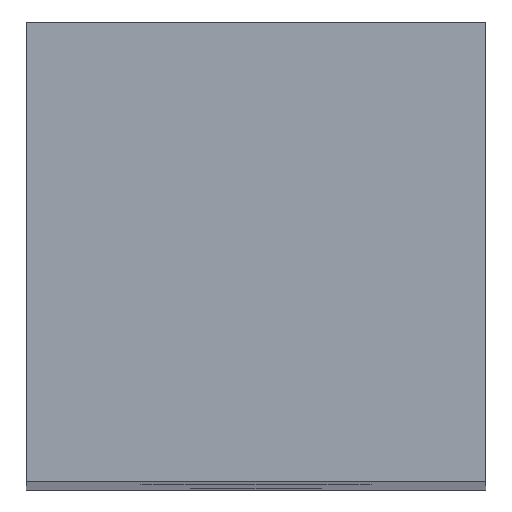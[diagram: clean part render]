
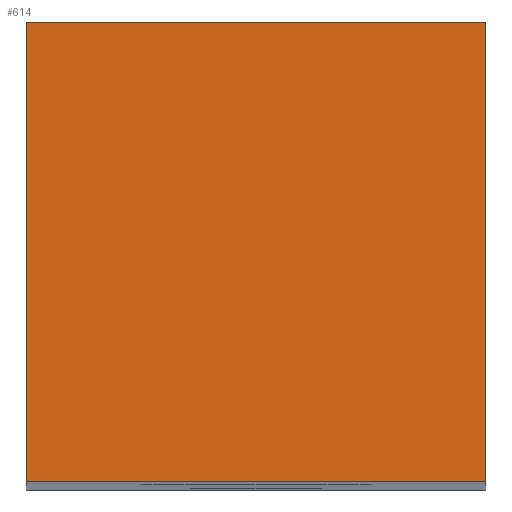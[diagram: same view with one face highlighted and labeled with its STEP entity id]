
A CAD part, top view. The second image highlights one B-rep face of the part: STEP entity #614.
In plain terms, the highlighted planar face has unit normal (0, 0, 1).
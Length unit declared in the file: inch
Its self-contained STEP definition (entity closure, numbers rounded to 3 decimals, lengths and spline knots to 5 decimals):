
#20 = ORIENTED_EDGE ( 'NONE', *, *, #639, .F. ) ;
#31 = EDGE_CURVE ( 'NONE', #397, #624, #692, .T. ) ;
#54 = ORIENTED_EDGE ( 'NONE', *, *, #31, .T. ) ;
#105 = CARTESIAN_POINT ( 'NONE',  ( -0.25, -0.5, 2.8 ) ) ;
#160 = CARTESIAN_POINT ( 'NONE',  ( 0.25, 0., 2.8 ) ) ;
#162 = LINE ( 'NONE', #257, #618 ) ;
#179 = ORIENTED_EDGE ( 'NONE', *, *, #680, .T. ) ;
#197 = VERTEX_POINT ( 'NONE', #160 ) ;
#218 = VECTOR ( 'NONE', #308, 39.37008 ) ;
#245 = CARTESIAN_POINT ( 'NONE',  ( -0.25, -0.5, 2.8 ) ) ;
#254 = FACE_OUTER_BOUND ( 'NONE', #564, .T. ) ;
#257 = CARTESIAN_POINT ( 'NONE',  ( 0.25, -0.5, 2.8 ) ) ;
#308 = DIRECTION ( 'NONE',  ( 1., 0., 0. ) ) ;
#347 = DIRECTION ( 'NONE',  ( 1., 0., 0. ) ) ;
#397 = VERTEX_POINT ( 'NONE', #547 ) ;
#402 = CARTESIAN_POINT ( 'NONE',  ( -0.25, -0.5, 2.8 ) ) ;
#423 = DIRECTION ( 'NONE',  ( 0., 1., 0. ) ) ;
#453 = VECTOR ( 'NONE', #347, 39.37008 ) ;
#468 = EDGE_CURVE ( 'NONE', #570, #197, #602, .T. ) ;
#484 = DIRECTION ( 'NONE',  ( 0., 0., 1. ) ) ;
#513 = ORIENTED_EDGE ( 'NONE', *, *, #468, .F. ) ;
#529 = DIRECTION ( 'NONE',  ( 0., 1., 0. ) ) ;
#547 = CARTESIAN_POINT ( 'NONE',  ( -0.25, -0.5, 2.8 ) ) ;
#564 = EDGE_LOOP ( 'NONE', ( #513, #20, #54, #179 ) ) ;
#570 = VERTEX_POINT ( 'NONE', #626 ) ;
#587 = PLANE ( 'NONE',  #640 ) ;
#588 = CARTESIAN_POINT ( 'NONE',  ( -0.25, 0., 2.8 ) ) ;
#601 = LINE ( 'NONE', #245, #672 ) ;
#602 = LINE ( 'NONE', #588, #218 ) ;
#614 = ADVANCED_FACE ( 'NONE', ( #254 ), #587, .T. ) ;
#618 = VECTOR ( 'NONE', #423, 39.37008 ) ;
#624 = VERTEX_POINT ( 'NONE', #654 ) ;
#626 = CARTESIAN_POINT ( 'NONE',  ( -0.25, 0., 2.8 ) ) ;
#639 = EDGE_CURVE ( 'NONE', #397, #570, #601, .T. ) ;
#640 = AXIS2_PLACEMENT_3D ( 'NONE', #105, #484, #664 ) ;
#654 = CARTESIAN_POINT ( 'NONE',  ( 0.25, -0.5, 2.8 ) ) ;
#664 = DIRECTION ( 'NONE',  ( 1., 0., 0. ) ) ;
#672 = VECTOR ( 'NONE', #529, 39.37008 ) ;
#680 = EDGE_CURVE ( 'NONE', #624, #197, #162, .T. ) ;
#692 = LINE ( 'NONE', #402, #453 ) ;
